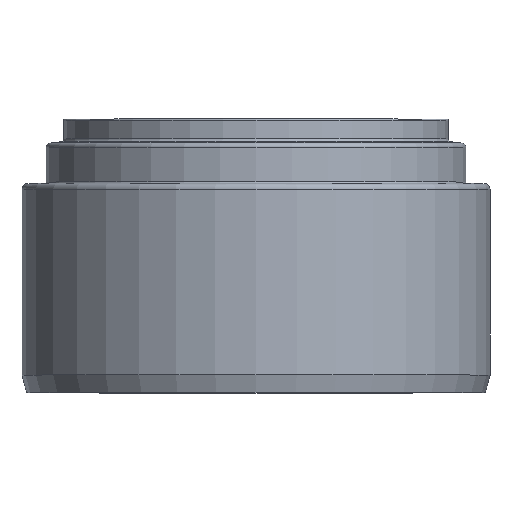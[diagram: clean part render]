
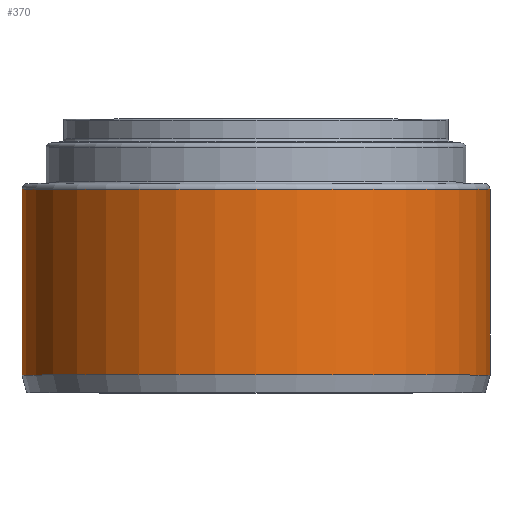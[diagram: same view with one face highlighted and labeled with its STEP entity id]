
A CAD part, top view. The second image highlights one B-rep face of the part: STEP entity #370.
In plain terms, the highlighted cylindrical face has radius 80 mm (diameter 160 mm), a full revolution.
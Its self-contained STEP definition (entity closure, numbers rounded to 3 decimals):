
#22=CYLINDRICAL_SURFACE('',#414,80.);
#43=FACE_BOUND('',#119,.T.);
#78=FACE_OUTER_BOUND('',#118,.T.);
#118=EDGE_LOOP('',(#293));
#119=EDGE_LOOP('',(#294));
#183=CIRCLE('',#411,80.);
#185=CIRCLE('',#415,80.);
#218=VERTEX_POINT('',#629);
#220=VERTEX_POINT('',#635);
#253=EDGE_CURVE('',#218,#218,#183,.T.);
#255=EDGE_CURVE('',#220,#220,#185,.T.);
#293=ORIENTED_EDGE('',*,*,#255,.F.);
#294=ORIENTED_EDGE('',*,*,#253,.F.);
#370=ADVANCED_FACE('',(#78,#43),#22,.T.);
#411=AXIS2_PLACEMENT_3D('',#630,#492,#493);
#414=AXIS2_PLACEMENT_3D('',#634,#498,#499);
#415=AXIS2_PLACEMENT_3D('',#636,#500,#501);
#492=DIRECTION('center_axis',(0.,1.,0.));
#493=DIRECTION('ref_axis',(-1.,0.,0.));
#498=DIRECTION('center_axis',(0.,-1.,0.));
#499=DIRECTION('ref_axis',(1.,0.,0.));
#500=DIRECTION('center_axis',(0.,-1.,0.));
#501=DIRECTION('ref_axis',(1.,0.,0.));
#629=CARTESIAN_POINT('',(80.,69.5,0.));
#630=CARTESIAN_POINT('Origin',(0.,69.5,0.));
#634=CARTESIAN_POINT('Origin',(0.,38.75,0.));
#635=CARTESIAN_POINT('',(80.,6.,0.));
#636=CARTESIAN_POINT('Origin',(0.,6.,0.));
